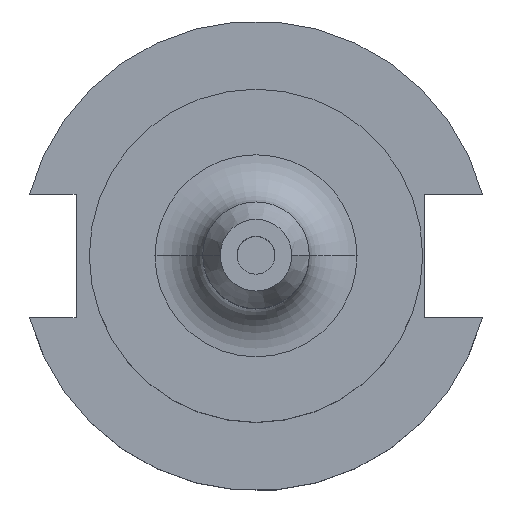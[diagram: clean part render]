
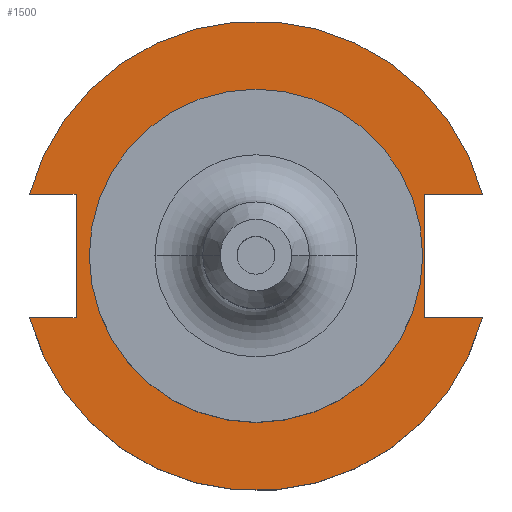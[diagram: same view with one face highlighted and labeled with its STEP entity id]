
A CAD part, top view. The second image highlights one B-rep face of the part: STEP entity #1500.
In plain terms, the highlighted planar face has unit normal (0, 0, 1).
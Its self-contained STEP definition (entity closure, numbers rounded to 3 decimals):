
#30 = FACE_BOUND ( 'NONE', #85, .T. ) ;
#41 = CARTESIAN_POINT ( 'NONE',  ( 0., 0., 19.05 ) ) ;
#47 = LINE ( 'NONE', #1280, #1038 ) ;
#69 = EDGE_CURVE ( 'NONE', #238, #717, #923, .T. ) ;
#73 = ORIENTED_EDGE ( 'NONE', *, *, #179, .F. ) ;
#85 = EDGE_LOOP ( 'NONE', ( #1284, #149 ) ) ;
#97 = DIRECTION ( 'NONE',  ( 0., -1., 0. ) ) ;
#106 = DIRECTION ( 'NONE',  ( -1., 0., 0. ) ) ;
#137 = ORIENTED_EDGE ( 'NONE', *, *, #69, .F. ) ;
#142 = AXIS2_PLACEMENT_3D ( 'NONE', #41, #668, #795 ) ;
#149 = ORIENTED_EDGE ( 'NONE', *, *, #1056, .F. ) ;
#179 = EDGE_CURVE ( 'NONE', #232, #884, #758, .T. ) ;
#228 = AXIS2_PLACEMENT_3D ( 'NONE', #841, #1367, #974 ) ;
#230 = EDGE_CURVE ( 'NONE', #232, #1566, #620, .T. ) ;
#232 = VERTEX_POINT ( 'NONE', #921 ) ;
#234 = VECTOR ( 'NONE', #1142, 1000. ) ;
#238 = VERTEX_POINT ( 'NONE', #1449 ) ;
#268 = EDGE_LOOP ( 'NONE', ( #1251, #137, #1520, #73, #578, #1242, #1454, #802 ) ) ;
#306 = CARTESIAN_POINT ( 'NONE',  ( 47.477, -12.954, 19.05 ) ) ;
#423 = EDGE_CURVE ( 'NONE', #470, #717, #882, .T. ) ;
#455 = LINE ( 'NONE', #1600, #1097 ) ;
#457 = CARTESIAN_POINT ( 'NONE',  ( -34.925, 0., 19.05 ) ) ;
#470 = VERTEX_POINT ( 'NONE', #1619 ) ;
#476 = VECTOR ( 'NONE', #1372, 1000. ) ;
#477 = VERTEX_POINT ( 'NONE', #1232 ) ;
#527 = DIRECTION ( 'NONE',  ( 0., 0., 1. ) ) ;
#578 = ORIENTED_EDGE ( 'NONE', *, *, #230, .T. ) ;
#579 = CARTESIAN_POINT ( 'NONE',  ( 34.925, 0., 19.05 ) ) ;
#615 = CARTESIAN_POINT ( 'NONE',  ( -47.477, 12.954, 19.05 ) ) ;
#620 = CIRCLE ( 'NONE', #142, 49.212 ) ;
#626 = AXIS2_PLACEMENT_3D ( 'NONE', #1134, #1650, #1514 ) ;
#629 = EDGE_CURVE ( 'NONE', #867, #1484, #1656, .T. ) ;
#635 = DIRECTION ( 'NONE',  ( 1., 0., 0. ) ) ;
#668 = DIRECTION ( 'NONE',  ( 0., 0., 1. ) ) ;
#707 = CARTESIAN_POINT ( 'NONE',  ( 35.306, 12.954, 19.05 ) ) ;
#717 = VERTEX_POINT ( 'NONE', #306 ) ;
#744 = CARTESIAN_POINT ( 'NONE',  ( 0., 0., 19.05 ) ) ;
#758 = LINE ( 'NONE', #803, #1610 ) ;
#778 = CARTESIAN_POINT ( 'NONE',  ( 35.306, -12.954, 19.05 ) ) ;
#795 = DIRECTION ( 'NONE',  ( 1., 0., 0. ) ) ;
#802 = ORIENTED_EDGE ( 'NONE', *, *, #837, .F. ) ;
#803 = CARTESIAN_POINT ( 'NONE',  ( 35.306, 12.954, 19.05 ) ) ;
#837 = EDGE_CURVE ( 'NONE', #470, #477, #876, .T. ) ;
#841 = CARTESIAN_POINT ( 'NONE',  ( 0., 0., 19.05 ) ) ;
#867 = VERTEX_POINT ( 'NONE', #579 ) ;
#876 = LINE ( 'NONE', #1238, #476 ) ;
#882 = CIRCLE ( 'NONE', #228, 49.212 ) ;
#884 = VERTEX_POINT ( 'NONE', #707 ) ;
#886 = DIRECTION ( 'NONE',  ( 0., 1., 0. ) ) ;
#921 = CARTESIAN_POINT ( 'NONE',  ( 47.477, 12.954, 19.05 ) ) ;
#923 = LINE ( 'NONE', #778, #234 ) ;
#924 = AXIS2_PLACEMENT_3D ( 'NONE', #1440, #527, #1206 ) ;
#949 = AXIS2_PLACEMENT_3D ( 'NONE', #744, #1018, #635 ) ;
#974 = DIRECTION ( 'NONE',  ( 1., 0., 0. ) ) ;
#1016 = EDGE_CURVE ( 'NONE', #1129, #1566, #47, .T. ) ;
#1018 = DIRECTION ( 'NONE',  ( 0., 0., 1. ) ) ;
#1038 = VECTOR ( 'NONE', #106, 1000. ) ;
#1056 = EDGE_CURVE ( 'NONE', #1484, #867, #1266, .T. ) ;
#1097 = VECTOR ( 'NONE', #97, 1000. ) ;
#1099 = EDGE_CURVE ( 'NONE', #477, #1129, #1598, .T. ) ;
#1129 = VERTEX_POINT ( 'NONE', #1290 ) ;
#1134 = CARTESIAN_POINT ( 'NONE',  ( 0., 49.212, 19.05 ) ) ;
#1142 = DIRECTION ( 'NONE',  ( 1., 0., 0. ) ) ;
#1194 = DIRECTION ( 'NONE',  ( -1., 0., 0. ) ) ;
#1206 = DIRECTION ( 'NONE',  ( 1., 0., 0. ) ) ;
#1219 = VECTOR ( 'NONE', #886, 1000. ) ;
#1232 = CARTESIAN_POINT ( 'NONE',  ( -37.719, -12.954, 19.05 ) ) ;
#1238 = CARTESIAN_POINT ( 'NONE',  ( -63.719, -12.954, 19.05 ) ) ;
#1242 = ORIENTED_EDGE ( 'NONE', *, *, #1016, .F. ) ;
#1251 = ORIENTED_EDGE ( 'NONE', *, *, #423, .T. ) ;
#1266 = CIRCLE ( 'NONE', #949, 34.925 ) ;
#1280 = CARTESIAN_POINT ( 'NONE',  ( -63.719, 12.954, 19.05 ) ) ;
#1284 = ORIENTED_EDGE ( 'NONE', *, *, #629, .F. ) ;
#1290 = CARTESIAN_POINT ( 'NONE',  ( -37.719, 12.954, 19.05 ) ) ;
#1367 = DIRECTION ( 'NONE',  ( 0., 0., 1. ) ) ;
#1372 = DIRECTION ( 'NONE',  ( 1., 0., 0. ) ) ;
#1399 = FACE_OUTER_BOUND ( 'NONE', #268, .T. ) ;
#1440 = CARTESIAN_POINT ( 'NONE',  ( 0., 0., 19.05 ) ) ;
#1449 = CARTESIAN_POINT ( 'NONE',  ( 35.306, -12.954, 19.05 ) ) ;
#1454 = ORIENTED_EDGE ( 'NONE', *, *, #1099, .F. ) ;
#1484 = VERTEX_POINT ( 'NONE', #457 ) ;
#1490 = EDGE_CURVE ( 'NONE', #884, #238, #455, .T. ) ;
#1500 = ADVANCED_FACE ( 'NONE', ( #30, #1399 ), #1637, .T. ) ;
#1514 = DIRECTION ( 'NONE',  ( 1., 0., 0. ) ) ;
#1520 = ORIENTED_EDGE ( 'NONE', *, *, #1490, .F. ) ;
#1566 = VERTEX_POINT ( 'NONE', #615 ) ;
#1598 = LINE ( 'NONE', #1660, #1219 ) ;
#1600 = CARTESIAN_POINT ( 'NONE',  ( 35.306, 12.954, 19.05 ) ) ;
#1610 = VECTOR ( 'NONE', #1194, 1000. ) ;
#1619 = CARTESIAN_POINT ( 'NONE',  ( -47.477, -12.954, 19.05 ) ) ;
#1637 = PLANE ( 'NONE',  #626 ) ;
#1650 = DIRECTION ( 'NONE',  ( 0., 0., 1. ) ) ;
#1656 = CIRCLE ( 'NONE', #924, 34.925 ) ;
#1660 = CARTESIAN_POINT ( 'NONE',  ( -37.719, 12.954, 19.05 ) ) ;
